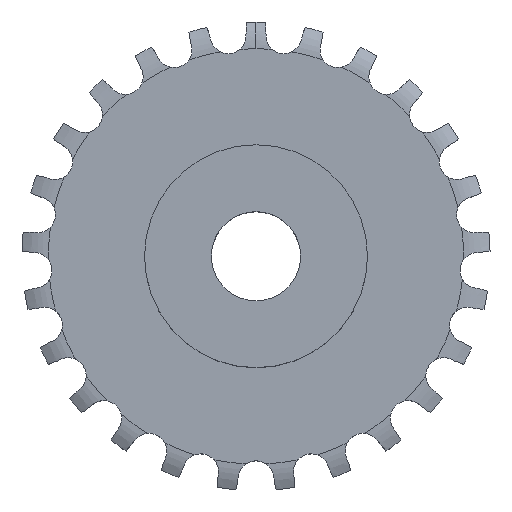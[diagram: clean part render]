
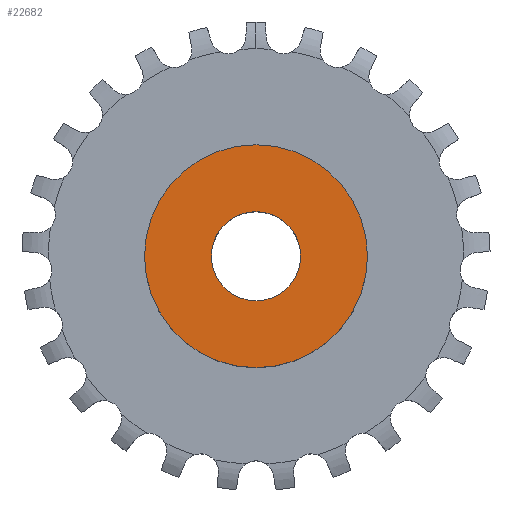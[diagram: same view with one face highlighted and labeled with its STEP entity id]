
A CAD part, top view. The second image highlights one B-rep face of the part: STEP entity #22682.
In plain terms, the highlighted planar face has unit normal (0, 0, 1).
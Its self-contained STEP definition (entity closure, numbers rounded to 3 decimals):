
#3947 = CYLINDRICAL_SURFACE('',#3948,4.);
#3948 = AXIS2_PLACEMENT_3D('',#3949,#3950,#3951);
#3949 = CARTESIAN_POINT('',(0.,0.,5000.));
#3950 = DIRECTION('',(0.,0.,1.));
#3951 = DIRECTION('',(1.,0.,-0.));
#6813 = CYLINDRICAL_SURFACE('',#6814,10.);
#6814 = AXIS2_PLACEMENT_3D('',#6815,#6816,#6817);
#6815 = CARTESIAN_POINT('',(0.,0.,0.));
#6816 = DIRECTION('',(-0.,-0.,-1.));
#6817 = DIRECTION('',(1.,0.,0.));
#18333 = EDGE_CURVE('',#18334,#18334,#18336,.T.);
#18334 = VERTEX_POINT('',#18335);
#18335 = CARTESIAN_POINT('',(4.,0.,11.85));
#18336 = SURFACE_CURVE('',#18337,(#18342,#18349),.PCURVE_S1.);
#18337 = CIRCLE('',#18338,4.);
#18338 = AXIS2_PLACEMENT_3D('',#18339,#18340,#18341);
#18339 = CARTESIAN_POINT('',(0.,0.,11.85));
#18340 = DIRECTION('',(0.,0.,1.));
#18341 = DIRECTION('',(1.,0.,-0.));
#18342 = PCURVE('',#3947,#18343);
#18343 = DEFINITIONAL_REPRESENTATION('',(#18344),#18348);
#18344 = LINE('',#18345,#18346);
#18345 = CARTESIAN_POINT('',(0.,-4988.15));
#18346 = VECTOR('',#18347,1.);
#18347 = DIRECTION('',(1.,0.));
#18348 = ( GEOMETRIC_REPRESENTATION_CONTEXT(2) 
PARAMETRIC_REPRESENTATION_CONTEXT() REPRESENTATION_CONTEXT('2D SPACE',''
  ) );
#18349 = PCURVE('',#18350,#18355);
#18350 = PLANE('',#18351);
#18351 = AXIS2_PLACEMENT_3D('',#18352,#18353,#18354);
#18352 = CARTESIAN_POINT('',(0.,0.,11.85));
#18353 = DIRECTION('',(-0.,0.,1.));
#18354 = DIRECTION('',(0.,-1.,0.));
#18355 = DEFINITIONAL_REPRESENTATION('',(#18356),#18360);
#18356 = CIRCLE('',#18357,4.);
#18357 = AXIS2_PLACEMENT_2D('',#18358,#18359);
#18358 = CARTESIAN_POINT('',(0.,0.));
#18359 = DIRECTION('',(0.,1.));
#18360 = ( GEOMETRIC_REPRESENTATION_CONTEXT(2) 
PARAMETRIC_REPRESENTATION_CONTEXT() REPRESENTATION_CONTEXT('2D SPACE',''
  ) );
#21174 = VERTEX_POINT('',#21175);
#21175 = CARTESIAN_POINT('',(10.,0.,11.85));
#21196 = EDGE_CURVE('',#21174,#21174,#21197,.T.);
#21197 = SURFACE_CURVE('',#21198,(#21203,#21210),.PCURVE_S1.);
#21198 = CIRCLE('',#21199,10.);
#21199 = AXIS2_PLACEMENT_3D('',#21200,#21201,#21202);
#21200 = CARTESIAN_POINT('',(0.,0.,11.85));
#21201 = DIRECTION('',(0.,0.,1.));
#21202 = DIRECTION('',(1.,0.,0.));
#21203 = PCURVE('',#6813,#21204);
#21204 = DEFINITIONAL_REPRESENTATION('',(#21205),#21209);
#21205 = LINE('',#21206,#21207);
#21206 = CARTESIAN_POINT('',(-0.,-11.85));
#21207 = VECTOR('',#21208,1.);
#21208 = DIRECTION('',(-1.,0.));
#21209 = ( GEOMETRIC_REPRESENTATION_CONTEXT(2) 
PARAMETRIC_REPRESENTATION_CONTEXT() REPRESENTATION_CONTEXT('2D SPACE',''
  ) );
#21210 = PCURVE('',#18350,#21211);
#21211 = DEFINITIONAL_REPRESENTATION('',(#21212),#21216);
#21212 = CIRCLE('',#21213,10.);
#21213 = AXIS2_PLACEMENT_2D('',#21214,#21215);
#21214 = CARTESIAN_POINT('',(0.,0.));
#21215 = DIRECTION('',(0.,1.));
#21216 = ( GEOMETRIC_REPRESENTATION_CONTEXT(2) 
PARAMETRIC_REPRESENTATION_CONTEXT() REPRESENTATION_CONTEXT('2D SPACE',''
  ) );
#22682 = ADVANCED_FACE('',(#22683,#22686),#18350,.T.);
#22683 = FACE_BOUND('',#22684,.T.);
#22684 = EDGE_LOOP('',(#22685));
#22685 = ORIENTED_EDGE('',*,*,#21196,.T.);
#22686 = FACE_BOUND('',#22687,.T.);
#22687 = EDGE_LOOP('',(#22688));
#22688 = ORIENTED_EDGE('',*,*,#18333,.F.);
